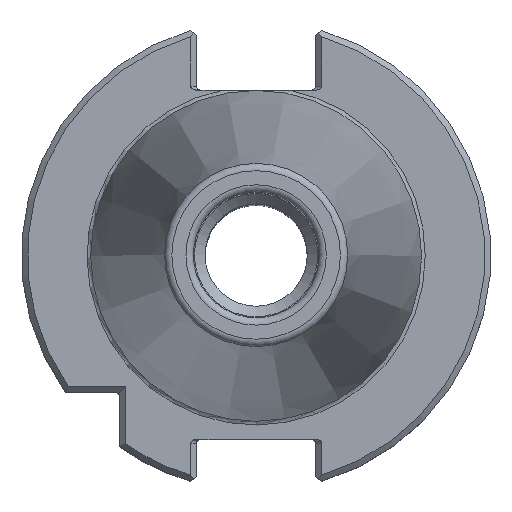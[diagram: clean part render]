
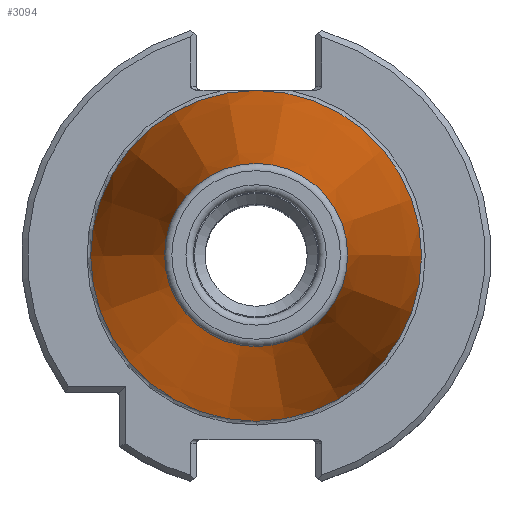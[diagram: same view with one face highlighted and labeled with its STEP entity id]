
A CAD part, top view. The second image highlights one B-rep face of the part: STEP entity #3094.
In plain terms, the highlighted conical face has half-angle 8.297 degrees and reference radius 22.395 mm.
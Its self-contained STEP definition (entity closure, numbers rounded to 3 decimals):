
#405=CONICAL_SURFACE('',#3295,22.395,0.145);
#551=ORIENTED_EDGE('',*,*,#1059,.F.);
#552=ORIENTED_EDGE('',*,*,#1089,.T.);
#1059=EDGE_CURVE('',#1361,#1361,#1572,.T.);
#1089=EDGE_CURVE('',#1383,#1383,#1582,.T.);
#1361=VERTEX_POINT('',#4212);
#1383=VERTEX_POINT('',#4355);
#1572=CIRCLE('',#3275,12.397);
#1582=CIRCLE('',#3296,22.395);
#1729=EDGE_LOOP('',(#551));
#1730=EDGE_LOOP('',(#552));
#1928=FACE_BOUND('',#1729,.T.);
#1929=FACE_BOUND('',#1730,.T.);
#3094=ADVANCED_FACE('',(#1928,#1929),#405,.T.);
#3275=AXIS2_PLACEMENT_3D('',#4211,#3630,#3631);
#3295=AXIS2_PLACEMENT_3D('',#4353,#3670,#3671);
#3296=AXIS2_PLACEMENT_3D('',#4354,#3672,#3673);
#3630=DIRECTION('',(0.,0.,1.));
#3631=DIRECTION('',(1.,0.,0.));
#3670=DIRECTION('',(0.,0.,-1.));
#3671=DIRECTION('',(-1.,0.,0.));
#3672=DIRECTION('',(0.,0.,1.));
#3673=DIRECTION('',(1.,0.,0.));
#4211=CARTESIAN_POINT('',(0.,0.,67.394));
#4212=CARTESIAN_POINT('',(12.397,0.,67.394));
#4353=CARTESIAN_POINT('',(0.,0.,-1.163));
#4354=CARTESIAN_POINT('',(0.,0.,-1.163));
#4355=CARTESIAN_POINT('',(22.395,0.,-1.163));
